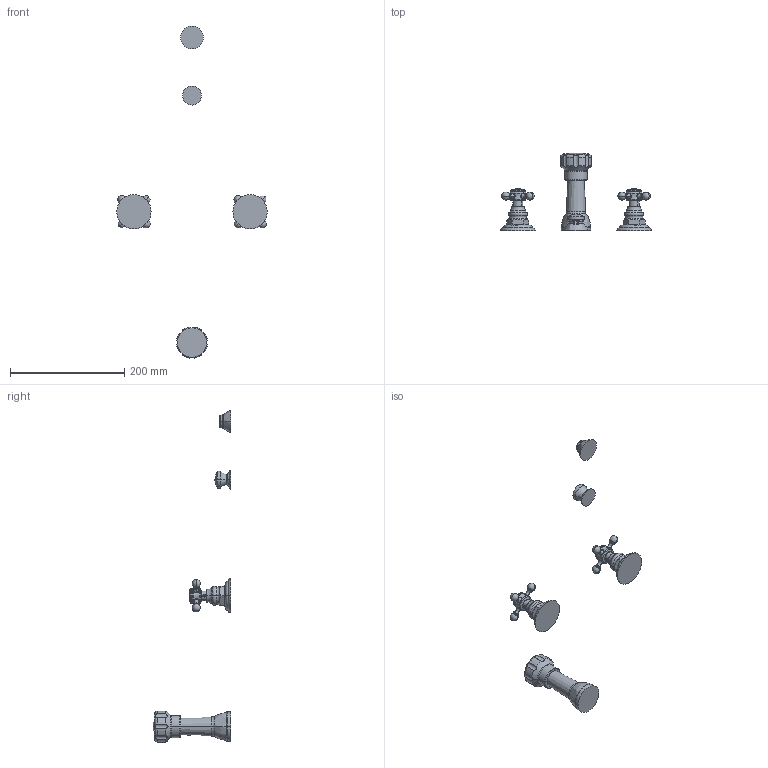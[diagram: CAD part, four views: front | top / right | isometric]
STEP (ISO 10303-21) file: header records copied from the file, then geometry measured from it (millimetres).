
FILE_DESCRIPTION((''),'2;1');
FILE_NAME('929','2021-01-25T14:00:19',('jinson.thomas'),(''),'CREO PARAMETRIC BY PTC INC, 2018400','CREO PARAMETRIC BY PTC INC, 2018400','');
FILE_SCHEMA(('CONFIG_CONTROL_DESIGN'));
Length unit declared in the file: inch
Products named in the file (1): 929
Bounding box: 263.14 x 135.97 x 580.53 mm (x, y, z)
Volume: 335059.1 mm3; surface area: 68464.6 mm2
Topology: 5 solids, 5 shells, 1062 faces, 2771 edges, 1738 vertices
Faces by surface type: cylinder 306, plane 266, bspline 196, torus 126, cone 126, sphere 34, extrusion 8
Entity records: 70345 total; most frequent: CARTESIAN_POINT 46140, ORIENTED_EDGE 5494, DIRECTION 4461, EDGE_CURVE 2747, AXIS2_PLACEMENT_3D 1865, VERTEX_POINT 1738, EDGE_LOOP 1125, FACE_OUTER_BOUND 1062
